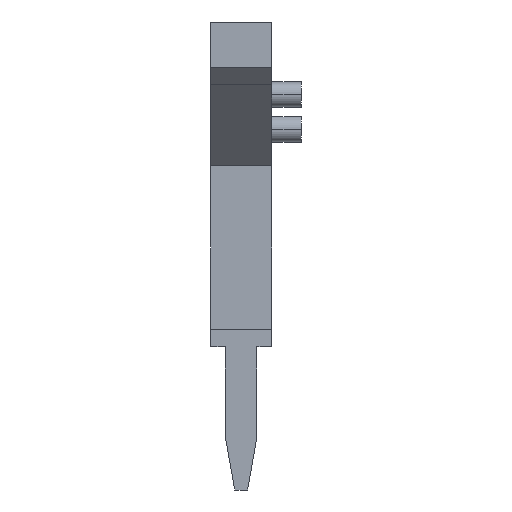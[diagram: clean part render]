
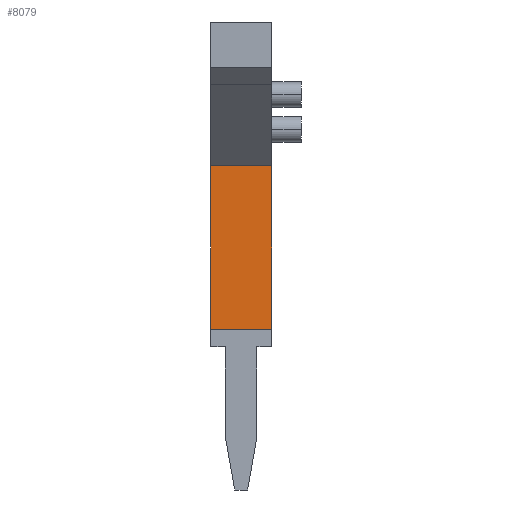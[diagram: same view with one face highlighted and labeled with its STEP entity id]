
A CAD part, front view. The second image highlights one B-rep face of the part: STEP entity #8079.
In plain terms, the highlighted planar face has unit normal (0, -1, 0).
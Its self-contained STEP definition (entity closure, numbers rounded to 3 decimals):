
#8059=AXIS2_PLACEMENT_3D('Plane Axis2P3D',#8056,#8057,#8058) ;
#466=CARTESIAN_POINT('Vertex',(3.5,12.6,18.574)) ;
#469=CARTESIAN_POINT('Line Origine',(3.5,12.6,13.887)) ;
#473=CARTESIAN_POINT('Vertex',(3.5,12.6,9.2)) ;
#8037=CARTESIAN_POINT('Line Origine',(1.75,12.6,9.2)) ;
#8041=CARTESIAN_POINT('Vertex',(0.,12.6,9.2)) ;
#8056=CARTESIAN_POINT('Axis2P3D Location',(1.75,12.6,9.2)) ;
#8061=CARTESIAN_POINT('Line Origine',(1.75,12.6,18.574)) ;
#8065=CARTESIAN_POINT('Vertex',(0.,12.6,18.574)) ;
#8068=CARTESIAN_POINT('Line Origine',(0.,12.6,13.887)) ;
#470=DIRECTION('Vector Direction',(0.,0.,1.)) ;
#8038=DIRECTION('Vector Direction',(1.,0.,0.)) ;
#8057=DIRECTION('Axis2P3D Direction',(0.,1.,0.)) ;
#8058=DIRECTION('Axis2P3D XDirection',(0.,0.,1.)) ;
#8062=DIRECTION('Vector Direction',(1.,0.,0.)) ;
#8069=DIRECTION('Vector Direction',(0.,0.,1.)) ;
#471=VECTOR('Line Direction',#470,1.) ;
#8039=VECTOR('Line Direction',#8038,1.) ;
#8063=VECTOR('Line Direction',#8062,1.) ;
#8070=VECTOR('Line Direction',#8069,1.) ;
#8074=ORIENTED_EDGE('',*,*,#475,.T.) ;
#8075=ORIENTED_EDGE('',*,*,#8067,.F.) ;
#8076=ORIENTED_EDGE('',*,*,#8072,.F.) ;
#8077=ORIENTED_EDGE('',*,*,#8043,.T.) ;
#8079=ADVANCED_FACE('S3D - gedreht',(#8078),#8060,.F.) ;
#475=EDGE_CURVE('',#474,#467,#472,.T.) ;
#8043=EDGE_CURVE('',#8042,#474,#8040,.T.) ;
#8067=EDGE_CURVE('',#8066,#467,#8064,.T.) ;
#8072=EDGE_CURVE('',#8042,#8066,#8071,.T.) ;
#8073=EDGE_LOOP('',(#8074,#8075,#8076,#8077)) ;
#8078=FACE_OUTER_BOUND('',#8073,.T.) ;
#472=LINE('Line',#469,#471) ;
#8040=LINE('Line',#8037,#8039) ;
#8064=LINE('Line',#8061,#8063) ;
#8071=LINE('Line',#8068,#8070) ;
#8060=PLANE('',#8059) ;
#467=VERTEX_POINT('',#466) ;
#474=VERTEX_POINT('',#473) ;
#8042=VERTEX_POINT('',#8041) ;
#8066=VERTEX_POINT('',#8065) ;
